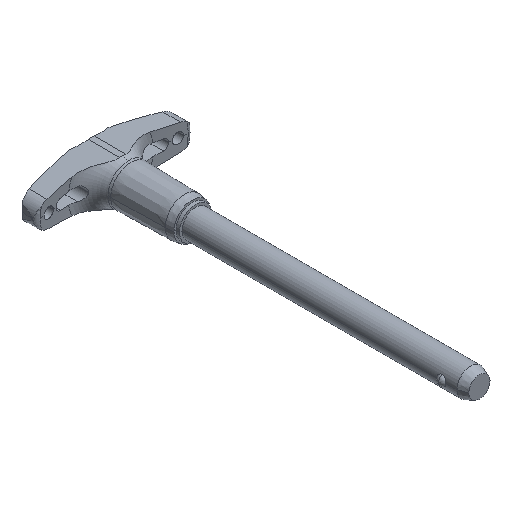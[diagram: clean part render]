
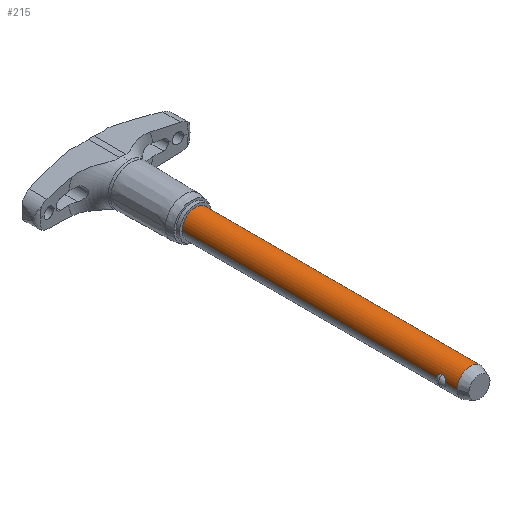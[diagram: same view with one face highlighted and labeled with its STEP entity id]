
A CAD part, isometric view. The second image highlights one B-rep face of the part: STEP entity #215.
In plain terms, the highlighted cylindrical face has radius 3.969 mm (diameter 7.938 mm), a partial arc.
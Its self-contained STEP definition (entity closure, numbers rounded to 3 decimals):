
#215=ADVANCED_FACE('',(#447),#448,.T.);
#447=FACE_OUTER_BOUND('',#686,.T.);
#448=CYLINDRICAL_SURFACE('',#687,3.969);
#686=EDGE_LOOP('',(#1293,#1294,#1295,#1296,#1297,#1298,#1299,#1300,#1301,#1302));
#687=AXIS2_PLACEMENT_3D('',#1303,#1304,#1305);
#1293=ORIENTED_EDGE('',*,*,#1622,.T.);
#1294=ORIENTED_EDGE('',*,*,#1510,.T.);
#1295=ORIENTED_EDGE('',*,*,#1620,.T.);
#1296=ORIENTED_EDGE('',*,*,#1627,.T.);
#1297=ORIENTED_EDGE('',*,*,#1674,.F.);
#1298=ORIENTED_EDGE('',*,*,#1625,.T.);
#1299=ORIENTED_EDGE('',*,*,#1467,.T.);
#1300=ORIENTED_EDGE('',*,*,#1601,.T.);
#1301=ORIENTED_EDGE('',*,*,#1624,.T.);
#1302=ORIENTED_EDGE('',*,*,#1696,.T.);
#1303=CARTESIAN_POINT('',(0.0,-41.021,0.0));
#1304=DIRECTION('',(-0.0,1.0,0.0));
#1305=DIRECTION('',(1.0,0.0,0.0));
#1467=EDGE_CURVE('',#1762,#1759,#1763,.T.);
#1510=EDGE_CURVE('',#1839,#1837,#1840,.T.);
#1601=EDGE_CURVE('',#1759,#1980,#1982,.T.);
#1620=EDGE_CURVE('',#1837,#2006,#2008,.T.);
#1622=EDGE_CURVE('',#2010,#1839,#2011,.T.);
#1624=EDGE_CURVE('',#1980,#2012,#2014,.T.);
#1625=EDGE_CURVE('',#2015,#1762,#2016,.T.);
#1627=EDGE_CURVE('',#2006,#2017,#2019,.T.);
#1674=EDGE_CURVE('',#2015,#2017,#2084,.T.);
#1696=EDGE_CURVE('',#2012,#2010,#2112,.T.);
#1759=VERTEX_POINT('',#2180);
#1762=VERTEX_POINT('',#2183);
#1763=B_SPLINE_CURVE_WITH_KNOTS('',3,(#2184,#2185,#2186,#2187,#2188,#2189,#2190,#2191,#2192,#2193,#2194,#2195,#2196,#2197),.UNSPECIFIED.,.F.,.F.,(4,2,2,2,2,2,4),(6.251,6.62,6.989,7.207,7.425,7.88,8.335),.UNSPECIFIED.);
#1837=VERTEX_POINT('',#2549);
#1839=VERTEX_POINT('',#2551);
#1840=B_SPLINE_CURVE_WITH_KNOTS('',3,(#2552,#2553,#2554,#2555,#2556,#2557,#2558,#2559,#2560,#2561,#2562,#2563,#2564,#2565),.UNSPECIFIED.,.F.,.F.,(4,2,2,2,2,2,4),(2.084,2.453,2.822,3.04,3.257,3.712,4.167),.UNSPECIFIED.);
#1980=VERTEX_POINT('',#3201);
#1982=B_SPLINE_CURVE_WITH_KNOTS('',3,(#3216,#3217,#3218,#3219,#3220,#3221,#3222,#3223,#3224,#3225,#3226,#3227,#3228,#3229),.UNSPECIFIED.,.F.,.F.,(4,2,2,2,2,2,4),(0.0,0.455,0.91,1.128,1.345,1.715,2.084),.UNSPECIFIED.);
#2006=VERTEX_POINT('',#3313);
#2008=B_SPLINE_CURVE_WITH_KNOTS('',3,(#3328,#3329,#3330,#3331,#3332,#3333,#3334,#3335,#3336,#3337,#3338,#3339,#3340,#3341),.UNSPECIFIED.,.F.,.F.,(4,2,2,2,2,2,4),(4.167,4.622,5.077,5.295,5.513,5.882,6.251),.UNSPECIFIED.);
#2010=VERTEX_POINT('',#3343);
#2011=LINE('',#3344,#3345);
#2012=VERTEX_POINT('',#3346);
#2014=LINE('',#3348,#3349);
#2015=VERTEX_POINT('',#3350);
#2016=LINE('',#3351,#3352);
#2017=VERTEX_POINT('',#3353);
#2019=LINE('',#3355,#3356);
#2084=CIRCLE('',#3622,3.969);
#2112=CIRCLE('',#3751,3.969);
#2180=CARTESIAN_POINT('',(-3.7,-74.983,1.435));
#2183=CARTESIAN_POINT('',(-3.969,-73.66,0.));
#2184=CARTESIAN_POINT('',(-3.969,-73.66,0.));
#2185=CARTESIAN_POINT('',(-3.969,-73.66,0.123));
#2186=CARTESIAN_POINT('',(-3.963,-73.675,0.257));
#2187=CARTESIAN_POINT('',(-3.937,-73.739,0.514));
#2188=CARTESIAN_POINT('',(-3.919,-73.788,0.638));
#2189=CARTESIAN_POINT('',(-3.886,-73.881,0.807));
#2190=CARTESIAN_POINT('',(-3.872,-73.924,0.873));
#2191=CARTESIAN_POINT('',(-3.842,-74.02,0.996));
#2192=CARTESIAN_POINT('',(-3.827,-74.073,1.053));
#2193=CARTESIAN_POINT('',(-3.784,-74.236,1.201));
#2194=CARTESIAN_POINT('',(-3.754,-74.372,1.289));
#2195=CARTESIAN_POINT('',(-3.712,-74.67,1.406));
#2196=CARTESIAN_POINT('',(-3.7,-74.832,1.435));
#2197=CARTESIAN_POINT('',(-3.7,-74.983,1.435));
#2549=CARTESIAN_POINT('',(3.7,-74.983,1.435));
#2551=CARTESIAN_POINT('',(3.969,-76.307,0.));
#2552=CARTESIAN_POINT('',(3.969,-76.307,0.0));
#2553=CARTESIAN_POINT('',(3.969,-76.307,0.123));
#2554=CARTESIAN_POINT('',(3.963,-76.292,0.257));
#2555=CARTESIAN_POINT('',(3.937,-76.228,0.514));
#2556=CARTESIAN_POINT('',(3.919,-76.178,0.638));
#2557=CARTESIAN_POINT('',(3.886,-76.086,0.807));
#2558=CARTESIAN_POINT('',(3.872,-76.043,0.873));
#2559=CARTESIAN_POINT('',(3.842,-75.947,0.996));
#2560=CARTESIAN_POINT('',(3.827,-75.894,1.053));
#2561=CARTESIAN_POINT('',(3.784,-75.731,1.201));
#2562=CARTESIAN_POINT('',(3.754,-75.594,1.289));
#2563=CARTESIAN_POINT('',(3.712,-75.296,1.406));
#2564=CARTESIAN_POINT('',(3.7,-75.135,1.435));
#2565=CARTESIAN_POINT('',(3.7,-74.983,1.435));
#3201=CARTESIAN_POINT('',(-3.969,-76.307,0.));
#3216=CARTESIAN_POINT('',(-3.7,-74.983,1.435));
#3217=CARTESIAN_POINT('',(-3.7,-75.135,1.435));
#3218=CARTESIAN_POINT('',(-3.712,-75.296,1.406));
#3219=CARTESIAN_POINT('',(-3.754,-75.594,1.289));
#3220=CARTESIAN_POINT('',(-3.784,-75.731,1.201));
#3221=CARTESIAN_POINT('',(-3.827,-75.894,1.053));
#3222=CARTESIAN_POINT('',(-3.842,-75.947,0.996));
#3223=CARTESIAN_POINT('',(-3.872,-76.043,0.873));
#3224=CARTESIAN_POINT('',(-3.886,-76.086,0.807));
#3225=CARTESIAN_POINT('',(-3.919,-76.178,0.638));
#3226=CARTESIAN_POINT('',(-3.937,-76.228,0.514));
#3227=CARTESIAN_POINT('',(-3.963,-76.292,0.257));
#3228=CARTESIAN_POINT('',(-3.969,-76.307,0.123));
#3229=CARTESIAN_POINT('',(-3.969,-76.307,0.));
#3313=CARTESIAN_POINT('',(3.969,-73.66,0.));
#3328=CARTESIAN_POINT('',(3.7,-74.983,1.435));
#3329=CARTESIAN_POINT('',(3.7,-74.832,1.435));
#3330=CARTESIAN_POINT('',(3.712,-74.67,1.406));
#3331=CARTESIAN_POINT('',(3.754,-74.372,1.289));
#3332=CARTESIAN_POINT('',(3.784,-74.236,1.201));
#3333=CARTESIAN_POINT('',(3.827,-74.073,1.053));
#3334=CARTESIAN_POINT('',(3.842,-74.02,0.996));
#3335=CARTESIAN_POINT('',(3.872,-73.924,0.873));
#3336=CARTESIAN_POINT('',(3.886,-73.881,0.807));
#3337=CARTESIAN_POINT('',(3.919,-73.788,0.638));
#3338=CARTESIAN_POINT('',(3.937,-73.739,0.514));
#3339=CARTESIAN_POINT('',(3.963,-73.675,0.257));
#3340=CARTESIAN_POINT('',(3.969,-73.66,0.123));
#3341=CARTESIAN_POINT('',(3.969,-73.66,0.));
#3343=CARTESIAN_POINT('',(3.969,-79.527,0.0));
#3344=CARTESIAN_POINT('',(3.969,-41.021,0.));
#3345=VECTOR('',#4010,1.0);
#3346=CARTESIAN_POINT('',(-3.969,-79.527,0.));
#3348=CARTESIAN_POINT('',(-3.969,-41.021,0.));
#3349=VECTOR('',#4014,1.0);
#3350=CARTESIAN_POINT('',(-3.969,0.0,0.));
#3351=CARTESIAN_POINT('',(-3.969,-41.021,0.));
#3352=VECTOR('',#4015,1.0);
#3353=CARTESIAN_POINT('',(3.969,0.0,0.0));
#3355=CARTESIAN_POINT('',(3.969,-41.021,0.));
#3356=VECTOR('',#4019,1.0);
#3622=AXIS2_PLACEMENT_3D('',#4067,#4068,#4069);
#3751=AXIS2_PLACEMENT_3D('',#4093,#4094,#4095);
#4010=DIRECTION('',(0.0,1.0,0.0));
#4014=DIRECTION('',(-0.0,-1.0,-0.0));
#4015=DIRECTION('',(-0.0,-1.0,-0.0));
#4019=DIRECTION('',(0.0,1.0,0.0));
#4067=CARTESIAN_POINT('',(0.0,0.0,0.0));
#4068=DIRECTION('',(-0.0,1.0,0.0));
#4069=DIRECTION('',(1.0,0.0,0.0));
#4093=CARTESIAN_POINT('',(0.0,-79.527,0.0));
#4094=DIRECTION('',(0.,1.0,0.0));
#4095=DIRECTION('',(1.0,0.,0.0));
